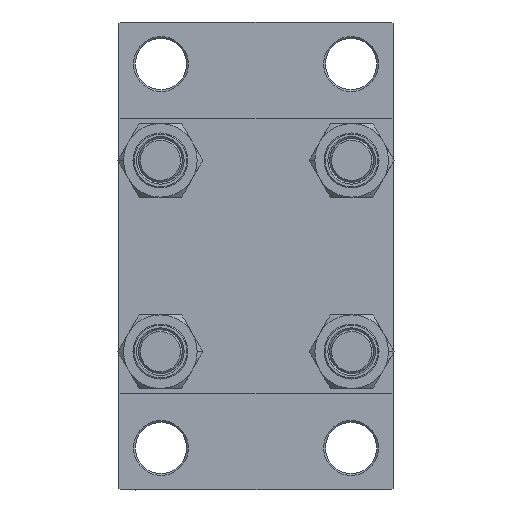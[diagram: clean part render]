
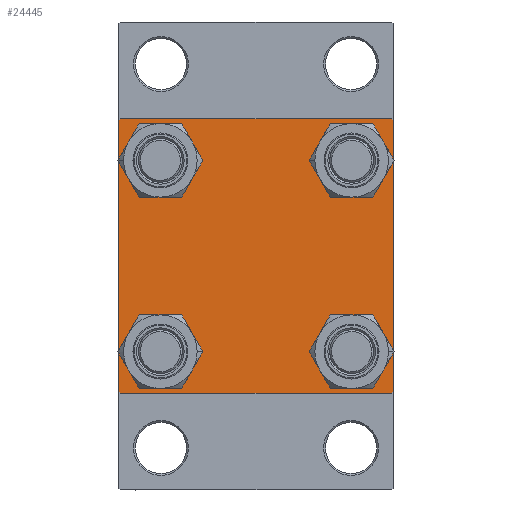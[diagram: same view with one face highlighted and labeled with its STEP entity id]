
A CAD part, left-side view. The second image highlights one B-rep face of the part: STEP entity #24445.
In plain terms, the highlighted planar face has unit normal (-1, 0, 0).
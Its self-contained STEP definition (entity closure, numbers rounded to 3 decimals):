
#507 = EDGE_CURVE ( 'NONE', #10164, #5722, #18762, .T. ) ;
#921 = DIRECTION ( 'NONE',  ( 0., -1., 0. ) ) ;
#954 = DIRECTION ( 'NONE',  ( 1., 0., 0. ) ) ;
#1068 = DIRECTION ( 'NONE',  ( 1., 0., 0. ) ) ;
#1242 = VECTOR ( 'NONE', #921, 1000. ) ;
#1416 = DIRECTION ( 'NONE',  ( 0., 0., 1. ) ) ;
#1613 = CIRCLE ( 'NONE', #14574, 6.5 ) ;
#1725 = ORIENTED_EDGE ( 'NONE', *, *, #37753, .T. ) ;
#1893 = CARTESIAN_POINT ( 'NONE',  ( 0., 26.15, -26.15 ) ) ;
#2028 = ORIENTED_EDGE ( 'NONE', *, *, #5087, .T. ) ;
#2093 = CARTESIAN_POINT ( 'NONE',  ( 0., -37.25, -37.25 ) ) ;
#2433 = VECTOR ( 'NONE', #37883, 1000. ) ;
#2516 = EDGE_CURVE ( 'NONE', #2797, #8437, #10043, .T. ) ;
#2797 = VERTEX_POINT ( 'NONE', #45091 ) ;
#2993 = FACE_OUTER_BOUND ( 'NONE', #34213, .T. ) ;
#3043 = VERTEX_POINT ( 'NONE', #11163 ) ;
#3095 = VERTEX_POINT ( 'NONE', #8038 ) ;
#4170 = VECTOR ( 'NONE', #46316, 1000. ) ;
#4332 = CIRCLE ( 'NONE', #15779, 6.5 ) ;
#4548 = CARTESIAN_POINT ( 'NONE',  ( 0., -26.15, 19.65 ) ) ;
#4606 = CIRCLE ( 'NONE', #31305, 6.5 ) ;
#4881 = DIRECTION ( 'NONE',  ( 0., 0., 1. ) ) ;
#5087 = EDGE_CURVE ( 'NONE', #10384, #12275, #21196, .T. ) ;
#5434 = AXIS2_PLACEMENT_3D ( 'NONE', #1893, #27446, #23153 ) ;
#5722 = VERTEX_POINT ( 'NONE', #32948 ) ;
#6461 = AXIS2_PLACEMENT_3D ( 'NONE', #30323, #954, #26733 ) ;
#6891 = EDGE_CURVE ( 'NONE', #35282, #8354, #45893, .T. ) ;
#7136 = CARTESIAN_POINT ( 'NONE',  ( 0., 37.5, 37.5 ) ) ;
#7150 = EDGE_CURVE ( 'NONE', #15650, #24183, #45997, .T. ) ;
#7159 = LINE ( 'NONE', #11206, #25794 ) ;
#7542 = DIRECTION ( 'NONE',  ( 0., 0.707, -0.707 ) ) ;
#7771 = CARTESIAN_POINT ( 'NONE',  ( 0., 37.25, 37.25 ) ) ;
#7883 = CARTESIAN_POINT ( 'NONE',  ( 0., -26.15, -19.65 ) ) ;
#8038 = CARTESIAN_POINT ( 'NONE',  ( 0., -26.15, 32.65 ) ) ;
#8054 = CARTESIAN_POINT ( 'NONE',  ( 0., -37., 37.5 ) ) ;
#8354 = VERTEX_POINT ( 'NONE', #25380 ) ;
#8437 = VERTEX_POINT ( 'NONE', #13337 ) ;
#10043 = CIRCLE ( 'NONE', #41282, 6.5 ) ;
#10076 = AXIS2_PLACEMENT_3D ( 'NONE', #32671, #17632, #39825 ) ;
#10164 = VERTEX_POINT ( 'NONE', #46421 ) ;
#10384 = VERTEX_POINT ( 'NONE', #43249 ) ;
#10684 = ORIENTED_EDGE ( 'NONE', *, *, #13393, .T. ) ;
#10861 = VECTOR ( 'NONE', #43633, 1000. ) ;
#10923 = CARTESIAN_POINT ( 'NONE',  ( 0., -37., -37.5 ) ) ;
#10968 = EDGE_CURVE ( 'NONE', #10384, #3043, #34886, .T. ) ;
#11163 = CARTESIAN_POINT ( 'NONE',  ( 0., -37.5, -37. ) ) ;
#11206 = CARTESIAN_POINT ( 'NONE',  ( 0., 37.5, -37.5 ) ) ;
#12070 = DIRECTION ( 'NONE',  ( 0., -1., 0. ) ) ;
#12275 = VERTEX_POINT ( 'NONE', #8054 ) ;
#12596 = DIRECTION ( 'NONE',  ( 0., -0.707, 0.707 ) ) ;
#12705 = ORIENTED_EDGE ( 'NONE', *, *, #18630, .T. ) ;
#13085 = EDGE_CURVE ( 'NONE', #41799, #35701, #43074, .T. ) ;
#13337 = CARTESIAN_POINT ( 'NONE',  ( 0., 26.15, -19.65 ) ) ;
#13393 = EDGE_CURVE ( 'NONE', #5722, #15650, #20757, .T. ) ;
#13499 = VECTOR ( 'NONE', #12596, 1000. ) ;
#13632 = CARTESIAN_POINT ( 'NONE',  ( 0., -37.5, 37.5 ) ) ;
#13972 = CARTESIAN_POINT ( 'NONE',  ( 0., 0., 0. ) ) ;
#14032 = CARTESIAN_POINT ( 'NONE',  ( 0., -26.15, 26.15 ) ) ;
#14273 = CARTESIAN_POINT ( 'NONE',  ( 0., -37.25, 37.25 ) ) ;
#14524 = EDGE_CURVE ( 'NONE', #8354, #35282, #36255, .T. ) ;
#14574 = AXIS2_PLACEMENT_3D ( 'NONE', #44987, #1068, #4881 ) ;
#14740 = EDGE_LOOP ( 'NONE', ( #12705, #25952 ) ) ;
#15646 = AXIS2_PLACEMENT_3D ( 'NONE', #37476, #33899, #1416 ) ;
#15650 = VERTEX_POINT ( 'NONE', #32166 ) ;
#15779 = AXIS2_PLACEMENT_3D ( 'NONE', #14032, #17853, #31940 ) ;
#17089 = FACE_BOUND ( 'NONE', #14740, .T. ) ;
#17632 = DIRECTION ( 'NONE',  ( 1., 0., 0. ) ) ;
#17853 = DIRECTION ( 'NONE',  ( 1., 0., 0. ) ) ;
#18630 = EDGE_CURVE ( 'NONE', #3095, #28980, #4332, .T. ) ;
#18762 = LINE ( 'NONE', #7771, #35125 ) ;
#18909 = EDGE_LOOP ( 'NONE', ( #43141, #30606 ) ) ;
#20553 = DIRECTION ( 'NONE',  ( 1., 0., 0. ) ) ;
#20757 = LINE ( 'NONE', #7136, #4170 ) ;
#20983 = CARTESIAN_POINT ( 'NONE',  ( 0., 26.15, 26.15 ) ) ;
#21054 = EDGE_CURVE ( 'NONE', #26245, #3043, #35037, .T. ) ;
#21130 = FACE_BOUND ( 'NONE', #18909, .T. ) ;
#21196 = LINE ( 'NONE', #14273, #10861 ) ;
#22664 = CARTESIAN_POINT ( 'NONE',  ( 0., 37.5, 37.5 ) ) ;
#23153 = DIRECTION ( 'NONE',  ( 0., 0., 1. ) ) ;
#23340 = CARTESIAN_POINT ( 'NONE',  ( 0., 37., -37.5 ) ) ;
#23685 = ORIENTED_EDGE ( 'NONE', *, *, #25168, .F. ) ;
#24183 = VERTEX_POINT ( 'NONE', #23340 ) ;
#24445 = ADVANCED_FACE ( 'NONE', ( #17089, #21130, #31883, #46447, #2993 ), #46683, .T. ) ;
#25168 = EDGE_CURVE ( 'NONE', #10164, #12275, #26238, .T. ) ;
#25380 = CARTESIAN_POINT ( 'NONE',  ( 0., -26.15, -32.65 ) ) ;
#25794 = VECTOR ( 'NONE', #12070, 1000. ) ;
#25952 = ORIENTED_EDGE ( 'NONE', *, *, #38476, .T. ) ;
#26238 = LINE ( 'NONE', #22664, #1242 ) ;
#26245 = VERTEX_POINT ( 'NONE', #10923 ) ;
#26733 = DIRECTION ( 'NONE',  ( 0., 0., 1. ) ) ;
#27446 = DIRECTION ( 'NONE',  ( 1., 0., 0. ) ) ;
#27578 = EDGE_LOOP ( 'NONE', ( #1725, #44546 ) ) ;
#27617 = CARTESIAN_POINT ( 'NONE',  ( 0., 37.25, -37.25 ) ) ;
#27927 = CARTESIAN_POINT ( 'NONE',  ( 0., 26.15, 19.65 ) ) ;
#28328 = CIRCLE ( 'NONE', #5434, 6.5 ) ;
#28542 = DIRECTION ( 'NONE',  ( 0., 0., 1. ) ) ;
#28604 = ORIENTED_EDGE ( 'NONE', *, *, #35458, .T. ) ;
#28812 = ORIENTED_EDGE ( 'NONE', *, *, #29411, .T. ) ;
#28863 = DIRECTION ( 'NONE',  ( 1., 0., 0. ) ) ;
#28980 = VERTEX_POINT ( 'NONE', #4548 ) ;
#29411 = EDGE_CURVE ( 'NONE', #24183, #26245, #7159, .T. ) ;
#30323 = CARTESIAN_POINT ( 'NONE',  ( 0., 26.15, 26.15 ) ) ;
#30348 = CARTESIAN_POINT ( 'NONE',  ( 0., 26.15, 32.65 ) ) ;
#30606 = ORIENTED_EDGE ( 'NONE', *, *, #14524, .T. ) ;
#31305 = AXIS2_PLACEMENT_3D ( 'NONE', #20983, #28863, #46300 ) ;
#31883 = FACE_BOUND ( 'NONE', #35640, .T. ) ;
#31940 = DIRECTION ( 'NONE',  ( 0., 0., 1. ) ) ;
#32166 = CARTESIAN_POINT ( 'NONE',  ( 0., 37.5, -37. ) ) ;
#32590 = ORIENTED_EDGE ( 'NONE', *, *, #2516, .T. ) ;
#32671 = CARTESIAN_POINT ( 'NONE',  ( 0., -26.15, -26.15 ) ) ;
#32948 = CARTESIAN_POINT ( 'NONE',  ( 0., 37.5, 37. ) ) ;
#33104 = ORIENTED_EDGE ( 'NONE', *, *, #507, .T. ) ;
#33899 = DIRECTION ( 'NONE',  ( 1., 0., 0. ) ) ;
#34213 = EDGE_LOOP ( 'NONE', ( #10684, #45767, #28812, #37102, #44043, #2028, #23685, #33104 ) ) ;
#34645 = DIRECTION ( 'NONE',  ( 0., 0., 1. ) ) ;
#34886 = LINE ( 'NONE', #13632, #42999 ) ;
#35037 = LINE ( 'NONE', #2093, #13499 ) ;
#35125 = VECTOR ( 'NONE', #7542, 1000. ) ;
#35282 = VERTEX_POINT ( 'NONE', #7883 ) ;
#35365 = CARTESIAN_POINT ( 'NONE',  ( 0., 26.15, -26.15 ) ) ;
#35458 = EDGE_CURVE ( 'NONE', #8437, #2797, #28328, .T. ) ;
#35591 = AXIS2_PLACEMENT_3D ( 'NONE', #13972, #38577, #28542 ) ;
#35640 = EDGE_LOOP ( 'NONE', ( #28604, #32590 ) ) ;
#35701 = VERTEX_POINT ( 'NONE', #30348 ) ;
#35842 = DIRECTION ( 'NONE',  ( 0., 0., -1. ) ) ;
#36255 = CIRCLE ( 'NONE', #15646, 6.5 ) ;
#37102 = ORIENTED_EDGE ( 'NONE', *, *, #21054, .T. ) ;
#37476 = CARTESIAN_POINT ( 'NONE',  ( 0., -26.15, -26.15 ) ) ;
#37753 = EDGE_CURVE ( 'NONE', #35701, #41799, #4606, .T. ) ;
#37883 = DIRECTION ( 'NONE',  ( 0., -0.707, -0.707 ) ) ;
#38476 = EDGE_CURVE ( 'NONE', #28980, #3095, #1613, .T. ) ;
#38577 = DIRECTION ( 'NONE',  ( -1., 0., 0. ) ) ;
#39825 = DIRECTION ( 'NONE',  ( 0., 0., 1. ) ) ;
#41282 = AXIS2_PLACEMENT_3D ( 'NONE', #35365, #20553, #34645 ) ;
#41799 = VERTEX_POINT ( 'NONE', #27927 ) ;
#42999 = VECTOR ( 'NONE', #35842, 1000. ) ;
#43074 = CIRCLE ( 'NONE', #6461, 6.5 ) ;
#43141 = ORIENTED_EDGE ( 'NONE', *, *, #6891, .T. ) ;
#43249 = CARTESIAN_POINT ( 'NONE',  ( 0., -37.5, 37. ) ) ;
#43633 = DIRECTION ( 'NONE',  ( 0., 0.707, 0.707 ) ) ;
#44043 = ORIENTED_EDGE ( 'NONE', *, *, #10968, .F. ) ;
#44546 = ORIENTED_EDGE ( 'NONE', *, *, #13085, .T. ) ;
#44987 = CARTESIAN_POINT ( 'NONE',  ( 0., -26.15, 26.15 ) ) ;
#45091 = CARTESIAN_POINT ( 'NONE',  ( 0., 26.15, -32.65 ) ) ;
#45767 = ORIENTED_EDGE ( 'NONE', *, *, #7150, .T. ) ;
#45893 = CIRCLE ( 'NONE', #10076, 6.5 ) ;
#45997 = LINE ( 'NONE', #27617, #2433 ) ;
#46300 = DIRECTION ( 'NONE',  ( 0., 0., 1. ) ) ;
#46316 = DIRECTION ( 'NONE',  ( 0., 0., -1. ) ) ;
#46421 = CARTESIAN_POINT ( 'NONE',  ( 0., 37., 37.5 ) ) ;
#46447 = FACE_BOUND ( 'NONE', #27578, .T. ) ;
#46683 = PLANE ( 'NONE',  #35591 ) ;
